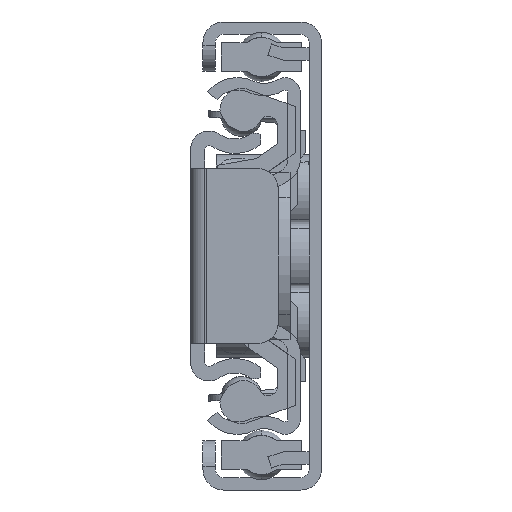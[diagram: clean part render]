
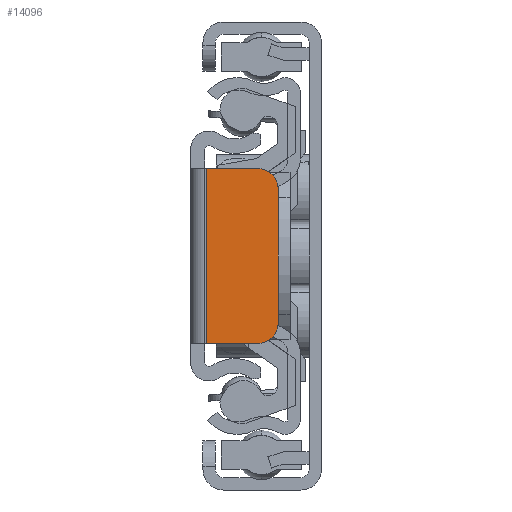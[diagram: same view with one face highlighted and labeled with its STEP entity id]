
A CAD part, front view. The second image highlights one B-rep face of the part: STEP entity #14096.
In plain terms, the highlighted face is planar.
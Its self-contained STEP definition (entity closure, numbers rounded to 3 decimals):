
#12949=DIRECTION('',(0.,0.,1.));
#12950=VECTOR('',#12949,17.);
#12951=CARTESIAN_POINT('',(-1.9,496.5,-8.5));
#12952=LINE('',#12951,#12950);
#12953=DIRECTION('',(-1.,0.,0.));
#12954=VECTOR('',#12953,5.);
#12955=CARTESIAN_POINT('',(3.1,496.5,-8.5));
#12956=LINE('',#12955,#12954);
#12957=CARTESIAN_POINT('',(3.1,496.5,-6.5));
#12958=DIRECTION('',(0.,1.,0.));
#12959=DIRECTION('',(1.,0.,0.));
#12960=AXIS2_PLACEMENT_3D('',#12957,#12958,#12959);
#12962=DIRECTION('',(0.,0.,-1.));
#12963=VECTOR('',#12962,13.);
#12964=CARTESIAN_POINT('',(5.1,496.5,6.5));
#12965=LINE('',#12964,#12963);
#12966=CARTESIAN_POINT('',(3.1,496.5,6.5));
#12967=DIRECTION('',(0.,1.,0.));
#12968=DIRECTION('',(0.,0.,1.));
#12969=AXIS2_PLACEMENT_3D('',#12966,#12967,#12968);
#12971=DIRECTION('',(1.,0.,0.));
#12972=VECTOR('',#12971,5.);
#12973=CARTESIAN_POINT('',(-1.9,496.5,8.5));
#12974=LINE('',#12973,#12972);
#13241=CARTESIAN_POINT('',(3.1,496.5,8.5));
#13242=CARTESIAN_POINT('',(5.1,496.5,6.5));
#13243=VERTEX_POINT('',#13241);
#13244=VERTEX_POINT('',#13242);
#13245=CARTESIAN_POINT('',(5.1,496.5,-6.5));
#13246=VERTEX_POINT('',#13245);
#13247=CARTESIAN_POINT('',(3.1,496.5,-8.5));
#13248=VERTEX_POINT('',#13247);
#13249=CARTESIAN_POINT('',(-1.9,496.5,8.5));
#13251=VERTEX_POINT('',#13249);
#13255=CARTESIAN_POINT('',(-1.9,496.5,-8.5));
#13256=VERTEX_POINT('',#13255);
#14080=CARTESIAN_POINT('',(-3.4,496.5,0.));
#14081=DIRECTION('',(0.,1.,0.));
#14082=DIRECTION('',(1.,0.,0.));
#14083=AXIS2_PLACEMENT_3D('',#14080,#14081,#14082);
#14084=PLANE('',#14083);
#14085=ORIENTED_EDGE('',*,*,#14057,.F.);
#14086=ORIENTED_EDGE('',*,*,#14043,.F.);
#14088=ORIENTED_EDGE('',*,*,#14087,.F.);
#14090=ORIENTED_EDGE('',*,*,#14089,.F.);
#14092=ORIENTED_EDGE('',*,*,#14091,.F.);
#14093=ORIENTED_EDGE('',*,*,#14068,.F.);
#14094=EDGE_LOOP('',(#14085,#14086,#14088,#14090,#14092,#14093));
#14095=FACE_OUTER_BOUND('',#14094,.F.);
#14096=ADVANCED_FACE('',(#14095),#14084,.T.);
#12961=CIRCLE('',#12960,2.);
#12970=CIRCLE('',#12969,2.);
#14043=EDGE_CURVE('',#13248,#13256,#12956,.T.);
#14057=EDGE_CURVE('',#13256,#13251,#12952,.T.);
#14068=EDGE_CURVE('',#13251,#13243,#12974,.T.);
#14087=EDGE_CURVE('',#13246,#13248,#12961,.T.);
#14089=EDGE_CURVE('',#13244,#13246,#12965,.T.);
#14091=EDGE_CURVE('',#13243,#13244,#12970,.T.);
